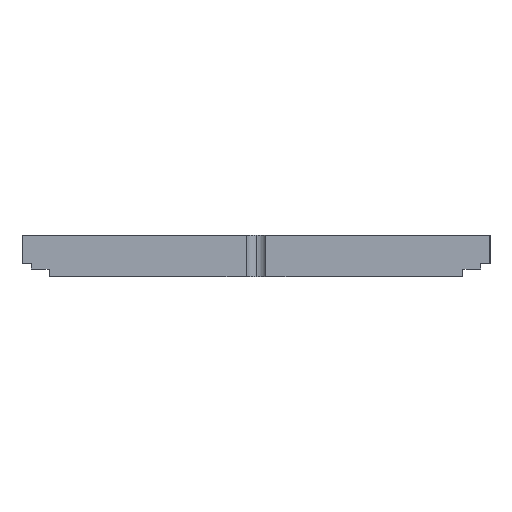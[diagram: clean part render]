
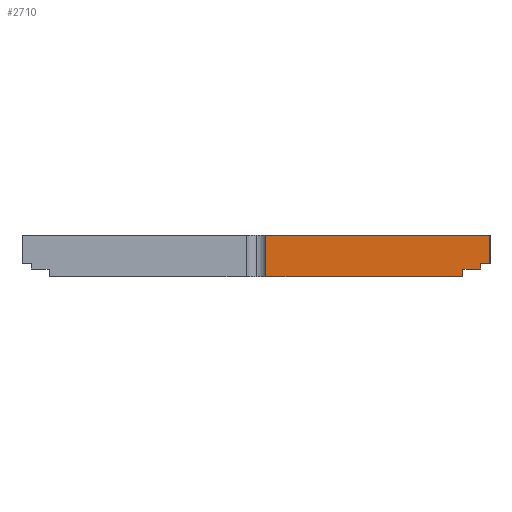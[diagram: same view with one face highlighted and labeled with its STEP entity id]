
A CAD part, left-side view. The second image highlights one B-rep face of the part: STEP entity #2710.
In plain terms, the highlighted planar face has unit normal (-1, 0, 0).
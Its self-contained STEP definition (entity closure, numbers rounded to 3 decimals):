
#18 = CARTESIAN_POINT ( 'NONE',  ( 0., -45., 2.5 ) ) ;
#162 = DIRECTION ( 'NONE',  ( 0., 0., 1. ) ) ;
#167 = VERTEX_POINT ( 'NONE', #1828 ) ;
#201 = CARTESIAN_POINT ( 'NONE',  ( 0., -41.6, 1.5 ) ) ;
#270 = DIRECTION ( 'NONE',  ( 0., 1., 0. ) ) ;
#313 = EDGE_CURVE ( 'NONE', #1301, #697, #2866, .T. ) ;
#325 = VERTEX_POINT ( 'NONE', #2436 ) ;
#347 = ORIENTED_EDGE ( 'NONE', *, *, #313, .F. ) ;
#441 = CARTESIAN_POINT ( 'NONE',  ( 0., -45., 1.5 ) ) ;
#529 = VECTOR ( 'NONE', #2765, 1000. ) ;
#651 = VECTOR ( 'NONE', #1705, 1000. ) ;
#684 = LINE ( 'NONE', #1775, #529 ) ;
#697 = VERTEX_POINT ( 'NONE', #2503 ) ;
#699 = LINE ( 'NONE', #201, #2370 ) ;
#770 = VECTOR ( 'NONE', #1952, 1000. ) ;
#771 = CARTESIAN_POINT ( 'NONE',  ( 0., -45., 1.5 ) ) ;
#777 = LINE ( 'NONE', #18, #1933 ) ;
#819 = ORIENTED_EDGE ( 'NONE', *, *, #2817, .F. ) ;
#932 = VERTEX_POINT ( 'NONE', #2577 ) ;
#933 = EDGE_CURVE ( 'NONE', #697, #2102, #699, .T. ) ;
#939 = CARTESIAN_POINT ( 'NONE',  ( 0., -3.8, 0. ) ) ;
#1032 = CARTESIAN_POINT ( 'NONE',  ( 0., -41.6, 0. ) ) ;
#1131 = ORIENTED_EDGE ( 'NONE', *, *, #1820, .T. ) ;
#1301 = VERTEX_POINT ( 'NONE', #771 ) ;
#1331 = DIRECTION ( 'NONE',  ( 0., 0., -1. ) ) ;
#1341 = VECTOR ( 'NONE', #2413, 1000. ) ;
#1404 = FACE_OUTER_BOUND ( 'NONE', #2957, .T. ) ;
#1581 = LINE ( 'NONE', #1726, #770 ) ;
#1622 = DIRECTION ( 'NONE',  ( -1., 0., 0. ) ) ;
#1636 = ORIENTED_EDGE ( 'NONE', *, *, #933, .F. ) ;
#1640 = VERTEX_POINT ( 'NONE', #2330 ) ;
#1660 = CARTESIAN_POINT ( 'NONE',  ( 0., -45., 1.5 ) ) ;
#1705 = DIRECTION ( 'NONE',  ( 0., 1., 0. ) ) ;
#1726 = CARTESIAN_POINT ( 'NONE',  ( 0., -3.8, 8. ) ) ;
#1775 = CARTESIAN_POINT ( 'NONE',  ( 0., -46.8, 8. ) ) ;
#1799 = EDGE_CURVE ( 'NONE', #325, #1640, #2216, .T. ) ;
#1820 = EDGE_CURVE ( 'NONE', #1640, #2746, #1581, .T. ) ;
#1826 = VECTOR ( 'NONE', #1331, 1000. ) ;
#1828 = CARTESIAN_POINT ( 'NONE',  ( 0., -46.8, 2.5 ) ) ;
#1915 = EDGE_CURVE ( 'NONE', #2102, #2746, #2589, .T. ) ;
#1933 = VECTOR ( 'NONE', #270, 1000. ) ;
#1952 = DIRECTION ( 'NONE',  ( 0., 0., -1. ) ) ;
#2102 = VERTEX_POINT ( 'NONE', #1032 ) ;
#2160 = EDGE_CURVE ( 'NONE', #325, #167, #684, .T. ) ;
#2216 = LINE ( 'NONE', #2684, #651 ) ;
#2330 = CARTESIAN_POINT ( 'NONE',  ( 0., -3.8, 8. ) ) ;
#2364 = VECTOR ( 'NONE', #2619, 1000. ) ;
#2370 = VECTOR ( 'NONE', #2837, 1000. ) ;
#2413 = DIRECTION ( 'NONE',  ( 0., 1., 0. ) ) ;
#2426 = CARTESIAN_POINT ( 'NONE',  ( 0., -46.8, 0. ) ) ;
#2436 = CARTESIAN_POINT ( 'NONE',  ( 0., -46.8, 8. ) ) ;
#2503 = CARTESIAN_POINT ( 'NONE',  ( 0., -41.6, 1.5 ) ) ;
#2570 = CARTESIAN_POINT ( 'NONE',  ( 0., -46.8, 8. ) ) ;
#2577 = CARTESIAN_POINT ( 'NONE',  ( 0., -45., 2.5 ) ) ;
#2589 = LINE ( 'NONE', #2426, #1341 ) ;
#2595 = ORIENTED_EDGE ( 'NONE', *, *, #1799, .T. ) ;
#2619 = DIRECTION ( 'NONE',  ( 0., 1., 0. ) ) ;
#2684 = CARTESIAN_POINT ( 'NONE',  ( 0., -46.8, 8. ) ) ;
#2710 = ADVANCED_FACE ( 'NONE', ( #1404 ), #3052, .T. ) ;
#2746 = VERTEX_POINT ( 'NONE', #939 ) ;
#2754 = AXIS2_PLACEMENT_3D ( 'NONE', #2570, #1622, #162 ) ;
#2765 = DIRECTION ( 'NONE',  ( 0., 0., -1. ) ) ;
#2817 = EDGE_CURVE ( 'NONE', #932, #1301, #3027, .T. ) ;
#2837 = DIRECTION ( 'NONE',  ( 0., 0., -1. ) ) ;
#2841 = ORIENTED_EDGE ( 'NONE', *, *, #1915, .F. ) ;
#2866 = LINE ( 'NONE', #1660, #2364 ) ;
#2957 = EDGE_LOOP ( 'NONE', ( #819, #3043, #3003, #2595, #1131, #2841, #1636, #347 ) ) ;
#3003 = ORIENTED_EDGE ( 'NONE', *, *, #2160, .F. ) ;
#3027 = LINE ( 'NONE', #441, #1826 ) ;
#3042 = EDGE_CURVE ( 'NONE', #167, #932, #777, .T. ) ;
#3043 = ORIENTED_EDGE ( 'NONE', *, *, #3042, .F. ) ;
#3052 = PLANE ( 'NONE',  #2754 ) ;
